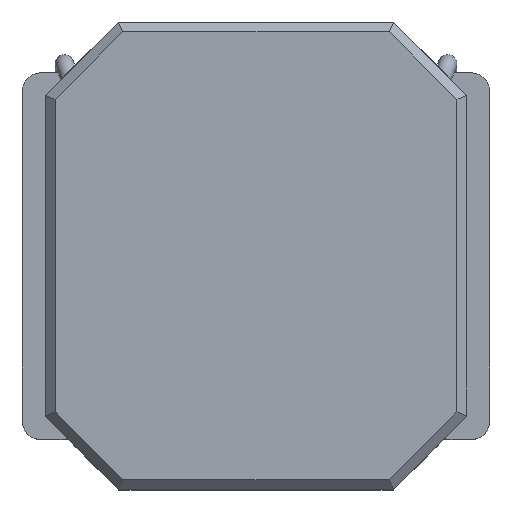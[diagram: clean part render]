
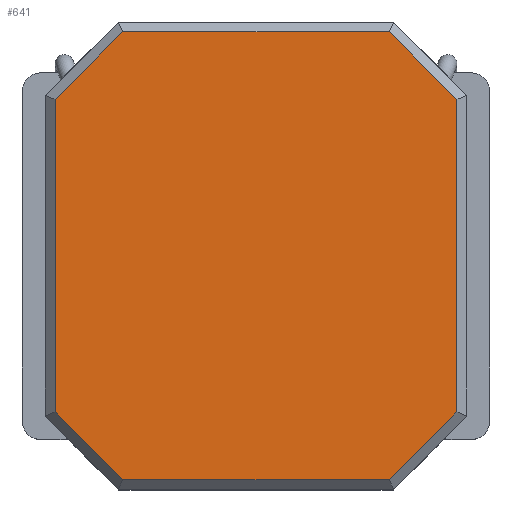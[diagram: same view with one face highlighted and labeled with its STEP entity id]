
A CAD part, top view. The second image highlights one B-rep face of the part: STEP entity #641.
In plain terms, the highlighted planar face has unit normal (0, 0, 1).
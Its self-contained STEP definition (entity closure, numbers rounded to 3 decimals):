
#641=ADVANCED_FACE('',(#2099),#2101,.T.);
#2099=FACE_BOUND('',#2100,.T.);
#2100=EDGE_LOOP('',(#3987,#3988,#3989,#3990,#3991,#3992,#3993,#3994));
#2101=PLANE('',#2102);
#2102=AXIS2_PLACEMENT_3D('',#2103,#2104,#2105);
#2103=CARTESIAN_POINT('',(0.,0.,4.));
#2104=DIRECTION('',(0.,0.,1.));
#2105=DIRECTION('',(1.,0.,0.));
#3987=ORIENTED_EDGE('',*,*,#4352,.T.);
#3988=ORIENTED_EDGE('',*,*,#4353,.T.);
#3989=ORIENTED_EDGE('',*,*,#4332,.T.);
#3990=ORIENTED_EDGE('',*,*,#4325,.T.);
#3991=ORIENTED_EDGE('',*,*,#4351,.T.);
#3992=ORIENTED_EDGE('',*,*,#4330,.T.);
#3993=ORIENTED_EDGE('',*,*,#4350,.T.);
#3994=ORIENTED_EDGE('',*,*,#4354,.T.);
#4325=EDGE_CURVE('',#4660,#4658,#4661,.T.);
#4330=EDGE_CURVE('',#4667,#4665,#4668,.T.);
#4332=EDGE_CURVE('',#4670,#4660,#4671,.T.);
#4350=EDGE_CURVE('',#4665,#4696,#4698,.T.);
#4351=EDGE_CURVE('',#4658,#4667,#4699,.T.);
#4352=EDGE_CURVE('',#4700,#4701,#4702,.T.);
#4353=EDGE_CURVE('',#4701,#4670,#4703,.T.);
#4354=EDGE_CURVE('',#4696,#4700,#4704,.T.);
#4658=VERTEX_POINT('',#5392);
#4660=VERTEX_POINT('',#5396);
#4661=LINE('',#5397,#5398);
#4665=VERTEX_POINT('',#5409);
#4667=VERTEX_POINT('',#5413);
#4668=LINE('',#5414,#5415);
#4670=VERTEX_POINT('',#5420);
#4671=LINE('',#5421,#5422);
#4696=VERTEX_POINT('',#5490);
#4698=LINE('',#5494,#5495);
#4699=LINE('',#5497,#5498);
#4700=VERTEX_POINT('',#5500);
#4701=VERTEX_POINT('',#5501);
#4702=LINE('',#5502,#5503);
#4703=LINE('',#5505,#5506);
#4704=LINE('',#5508,#5509);
#5392=CARTESIAN_POINT('',(2.193,-1.706,4.));
#5396=CARTESIAN_POINT('',(1.456,-2.443,4.));
#5397=CARTESIAN_POINT('',(1.456,-2.443,4.));
#5398=VECTOR('',#5399,1.);
#5399=DIRECTION('',(0.707,0.707,0.));
#5409=CARTESIAN_POINT('',(1.456,2.443,4.));
#5413=CARTESIAN_POINT('',(2.193,1.706,4.));
#5414=CARTESIAN_POINT('',(2.193,1.706,4.));
#5415=VECTOR('',#5416,1.);
#5416=DIRECTION('',(-0.707,0.707,0.));
#5420=CARTESIAN_POINT('',(-1.456,-2.443,4.));
#5421=CARTESIAN_POINT('',(-1.456,-2.443,4.));
#5422=VECTOR('',#5423,1.);
#5423=DIRECTION('',(1.,0.,0.));
#5490=CARTESIAN_POINT('',(-1.456,2.443,4.));
#5494=CARTESIAN_POINT('',(1.456,2.443,4.));
#5495=VECTOR('',#5496,1.);
#5496=DIRECTION('',(-1.,0.,0.));
#5497=CARTESIAN_POINT('',(2.193,-1.706,4.));
#5498=VECTOR('',#5499,1.);
#5499=DIRECTION('',(0.,1.,0.));
#5500=CARTESIAN_POINT('',(-2.193,1.706,4.));
#5501=CARTESIAN_POINT('',(-2.193,-1.706,4.));
#5502=CARTESIAN_POINT('',(-2.193,1.706,4.));
#5503=VECTOR('',#5504,1.);
#5504=DIRECTION('',(0.,-1.,0.));
#5505=CARTESIAN_POINT('',(-2.193,-1.706,4.));
#5506=VECTOR('',#5507,1.);
#5507=DIRECTION('',(0.707,-0.707,0.));
#5508=CARTESIAN_POINT('',(-1.456,2.443,4.));
#5509=VECTOR('',#5510,1.);
#5510=DIRECTION('',(-0.707,-0.707,0.));
